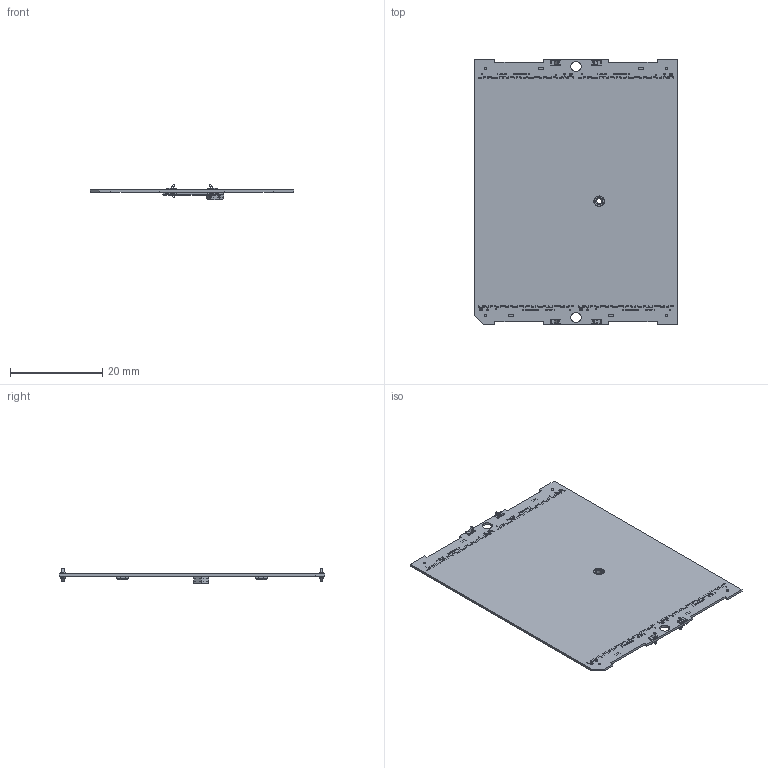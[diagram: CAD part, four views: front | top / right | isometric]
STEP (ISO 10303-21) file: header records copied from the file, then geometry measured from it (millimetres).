
FILE_DESCRIPTION(('FreeCAD Model'),'2;1');
FILE_NAME('Open CASCADE Shape Model','2022-08-03T14:21:06',( 'Caleb Fangmeier'),('UNL'),'Open CASCADE STEP processor 7.6', 'FreeCAD','Unknown');
FILE_SCHEMA(('AUTOMOTIVE_DESIGN { 1 0 10303 214 1 1 1 1 }'));
Length unit declared in the file: millimetre
Products named in the file (13): etl_module_pcb_mockup_v3p3; Board_Geoms_3ce5; Local_CS_3ce5; Pcb_3ce5; PCB_Sketch_3ce5; topPads_3ce5; botPads_3ce5; Step_Models_3ce5; Top_3ce5; REF_C-2306334-3_000062d2081c; Bot_3ce5; J1_Board to board, M_00006130271b; REF_PRODUCT_NAME_1_000062e086de
Assembly tree (20 placements, depth 4):
  etl_module_pcb_mockup_v3p3
    Board_Geoms_3ce5
      Local_CS_3ce5
      Pcb_3ce5
      PCB_Sketch_3ce5
      topPads_3ce5
      botPads_3ce5
    Step_Models_3ce5
      Top_3ce5
        REF_C-2306334-3_000062d2081c  x4
      Bot_3ce5
        J1_Board to board, M_00006130271b  x2
        REF_C-2306334-3_000062d2081c  x4
        REF_PRODUCT_NAME_1_000062e086de
Bounding box: 44.1 x 57.5 x 3.28 mm (x, y, z)
Volume: 1287.1 mm3; surface area: 5490.6 mm2
Topology: 12 solids, 377 shells, 3036 faces, 9135 edges, 6388 vertices
Faces by surface type: plane 2147, cylinder 723, cone 94, bspline 56, sphere 16
Full cylindrical faces by diameter (mm): 2.2 x2, 2.29 x1
Entity records: 53271 total; most frequent: CARTESIAN_POINT 10130, DIRECTION 7741, ORIENTED_EDGE 7374, EDGE_CURVE 4443, LINE 3775, VECTOR 3775, VERTEX_POINT 3373, AXIS2_PLACEMENT_3D 1983
